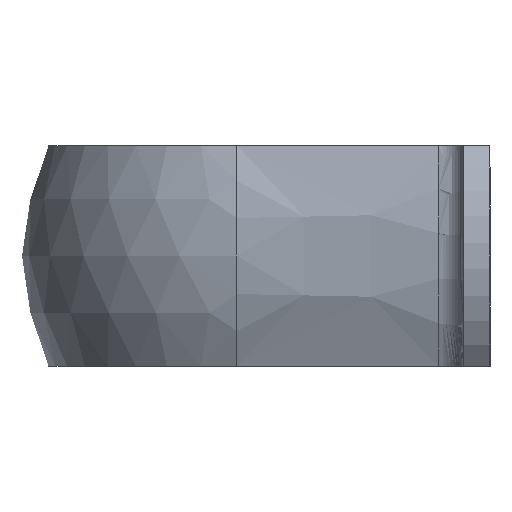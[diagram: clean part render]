
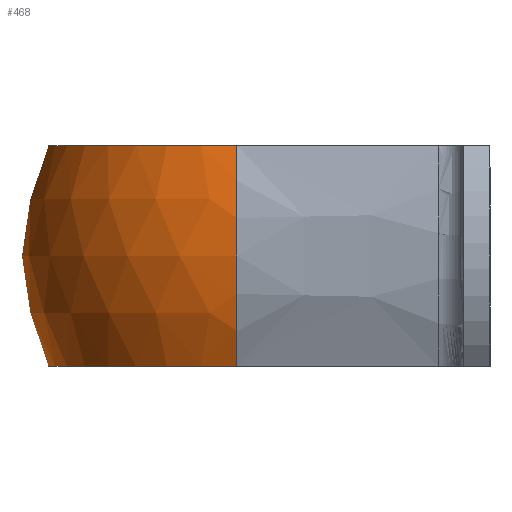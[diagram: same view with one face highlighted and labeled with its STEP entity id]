
A CAD part, left-side view. The second image highlights one B-rep face of the part: STEP entity #468.
In plain terms, the highlighted spherical face has radius 14.224 mm.
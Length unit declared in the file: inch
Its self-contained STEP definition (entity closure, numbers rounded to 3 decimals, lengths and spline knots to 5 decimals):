
#118=FACE_OUTER_BOUND('',#144,.T.);
#144=EDGE_LOOP('',(#325,#326,#327,#328));
#177=CIRCLE('',#501,0.55521);
#178=CIRCLE('',#502,0.5011);
#179=CIRCLE('',#503,0.55521);
#180=CIRCLE('',#504,0.5011);
#205=VERTEX_POINT('',#698);
#206=VERTEX_POINT('',#699);
#207=VERTEX_POINT('',#701);
#208=VERTEX_POINT('',#703);
#253=EDGE_CURVE('',#205,#206,#177,.T.);
#254=EDGE_CURVE('',#206,#207,#178,.T.);
#255=EDGE_CURVE('',#207,#208,#179,.T.);
#256=EDGE_CURVE('',#208,#205,#180,.T.);
#325=ORIENTED_EDGE('',*,*,#253,.T.);
#326=ORIENTED_EDGE('',*,*,#254,.T.);
#327=ORIENTED_EDGE('',*,*,#255,.T.);
#328=ORIENTED_EDGE('',*,*,#256,.T.);
#466=SPHERICAL_SURFACE('',#500,0.56);
#468=ADVANCED_FACE('',(#118),#466,.T.);
#500=AXIS2_PLACEMENT_3D('',#697,#561,#562);
#501=AXIS2_PLACEMENT_3D('',#700,#563,#564);
#502=AXIS2_PLACEMENT_3D('',#702,#565,#566);
#503=AXIS2_PLACEMENT_3D('',#704,#567,#568);
#504=AXIS2_PLACEMENT_3D('',#705,#569,#570);
#561=DIRECTION('center_axis',(0.,0.,-1.));
#562=DIRECTION('ref_axis',(1.,0.,0.));
#563=DIRECTION('center_axis',(0.,1.,0.));
#564=DIRECTION('ref_axis',(0.,0.,1.));
#565=DIRECTION('center_axis',(0.,0.,-1.));
#566=DIRECTION('ref_axis',(-1.,0.,0.));
#567=DIRECTION('center_axis',(0.,1.,0.));
#568=DIRECTION('ref_axis',(0.,0.,1.));
#569=DIRECTION('center_axis',(0.,0.,1.));
#570=DIRECTION('ref_axis',(1.,0.,0.));
#697=CARTESIAN_POINT('Origin',(0.,0.5,0.));
#698=CARTESIAN_POINT('',(-0.49574,0.57309,-0.25));
#699=CARTESIAN_POINT('',(-0.49574,0.57309,0.25));
#700=CARTESIAN_POINT('Origin',(0.,0.57309,0.));
#701=CARTESIAN_POINT('',(0.49574,0.57309,0.25));
#702=CARTESIAN_POINT('Origin',(0.,0.5,0.25));
#703=CARTESIAN_POINT('',(0.49574,0.57309,-0.25));
#704=CARTESIAN_POINT('Origin',(0.,0.57309,0.));
#705=CARTESIAN_POINT('Origin',(0.,0.5,-0.25));
